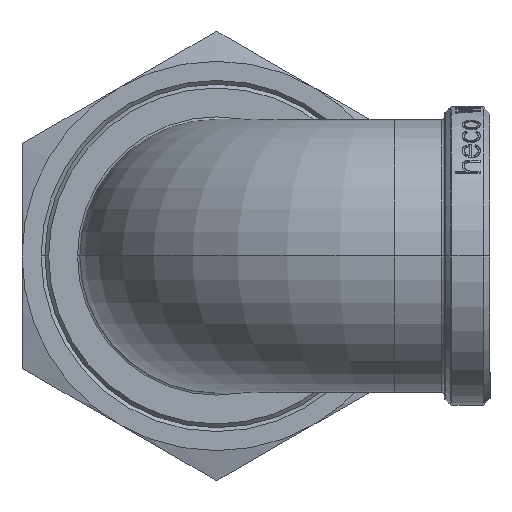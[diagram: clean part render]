
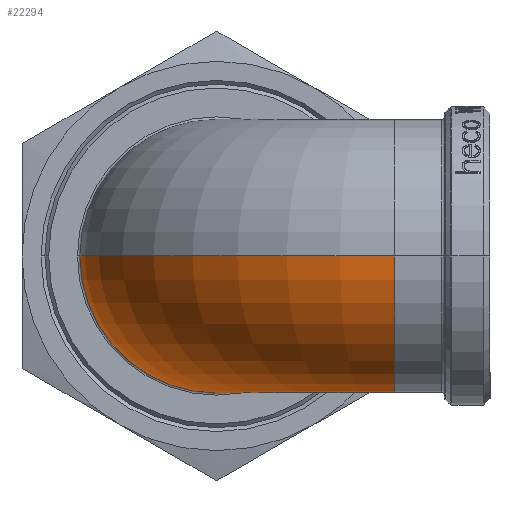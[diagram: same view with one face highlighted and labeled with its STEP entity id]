
A CAD part, left-side view. The second image highlights one B-rep face of the part: STEP entity #22294.
In plain terms, the highlighted toroidal (fillet/blend) face has major radius 21.5 mm and minor radius 16.5 mm.
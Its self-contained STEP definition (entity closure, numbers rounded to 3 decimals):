
#80 = EDGE_CURVE ( 'NONE', #16371, #10178, #14528, .T. ) ;
#397 = ORIENTED_EDGE ( 'NONE', *, *, #10075, .F. ) ;
#491 = CIRCLE ( 'NONE', #12575, 16.5 ) ;
#1086 = DIRECTION ( 'NONE',  ( 0., 1., 0. ) ) ;
#1513 = DIRECTION ( 'NONE',  ( 0., 1., 0. ) ) ;
#1548 = VERTEX_POINT ( 'NONE', #8799 ) ;
#1930 = CIRCLE ( 'NONE', #3195, 5. ) ;
#2085 = TOROIDAL_SURFACE ( 'NONE', #11023, 21.5, 16.5 ) ;
#3195 = AXIS2_PLACEMENT_3D ( 'NONE', #4271, #6273, #8054 ) ;
#3241 = VERTEX_POINT ( 'NONE', #18460 ) ;
#3610 = DIRECTION ( 'NONE',  ( 0., 1., 0. ) ) ;
#3763 = DIRECTION ( 'NONE',  ( 0., 0., -1. ) ) ;
#4271 = CARTESIAN_POINT ( 'NONE',  ( 0., 0., 0. ) ) ;
#4758 = CARTESIAN_POINT ( 'NONE',  ( 0., 21.5, 0. ) ) ;
#5603 = CARTESIAN_POINT ( 'NONE',  ( 0., 0., 0. ) ) ;
#5811 = ORIENTED_EDGE ( 'NONE', *, *, #20150, .F. ) ;
#6273 = DIRECTION ( 'NONE',  ( 0., 0., -1. ) ) ;
#6698 = DIRECTION ( 'NONE',  ( 0., -1., 0. ) ) ;
#6875 = ORIENTED_EDGE ( 'NONE', *, *, #7600, .F. ) ;
#7600 = EDGE_CURVE ( 'NONE', #13499, #1548, #1930, .T. ) ;
#8054 = DIRECTION ( 'NONE',  ( 0., 1., 0. ) ) ;
#8651 = AXIS2_PLACEMENT_3D ( 'NONE', #18241, #23486, #17930 ) ;
#8799 = CARTESIAN_POINT ( 'NONE',  ( 0., 5., 0. ) ) ;
#10075 = EDGE_CURVE ( 'NONE', #1548, #3241, #491, .T. ) ;
#10178 = VERTEX_POINT ( 'NONE', #21333 ) ;
#11023 = AXIS2_PLACEMENT_3D ( 'NONE', #12642, #14152, #1513 ) ;
#11028 = CARTESIAN_POINT ( 'NONE',  ( -5., 0., 0. ) ) ;
#12575 = AXIS2_PLACEMENT_3D ( 'NONE', #4758, #23065, #1086 ) ;
#12642 = CARTESIAN_POINT ( 'NONE',  ( 0., 0., 0. ) ) ;
#13499 = VERTEX_POINT ( 'NONE', #11028 ) ;
#13949 = DIRECTION ( 'NONE',  ( -1., 0., 0. ) ) ;
#14152 = DIRECTION ( 'NONE',  ( 0., 0., -1. ) ) ;
#14250 = CARTESIAN_POINT ( 'NONE',  ( -38., 0., 0. ) ) ;
#14353 = ORIENTED_EDGE ( 'NONE', *, *, #23178, .F. ) ;
#14515 = AXIS2_PLACEMENT_3D ( 'NONE', #19639, #6698, #13949 ) ;
#14528 = CIRCLE ( 'NONE', #15252, 38. ) ;
#14847 = EDGE_LOOP ( 'NONE', ( #14353, #18688, #5811, #397, #6875 ) ) ;
#15252 = AXIS2_PLACEMENT_3D ( 'NONE', #5603, #3763, #3610 ) ;
#16371 = VERTEX_POINT ( 'NONE', #14250 ) ;
#17930 = DIRECTION ( 'NONE',  ( 0., 1., 0. ) ) ;
#18241 = CARTESIAN_POINT ( 'NONE',  ( 0., 21.5, 0. ) ) ;
#18460 = CARTESIAN_POINT ( 'NONE',  ( 0., 21.5, -16.5 ) ) ;
#18688 = ORIENTED_EDGE ( 'NONE', *, *, #80, .T. ) ;
#19068 = CIRCLE ( 'NONE', #8651, 16.5 ) ;
#19243 = FACE_OUTER_BOUND ( 'NONE', #14847, .T. ) ;
#19639 = CARTESIAN_POINT ( 'NONE',  ( -21.5, 0., 0. ) ) ;
#20150 = EDGE_CURVE ( 'NONE', #3241, #10178, #19068, .T. ) ;
#21333 = CARTESIAN_POINT ( 'NONE',  ( 0., 38., 0. ) ) ;
#22294 = ADVANCED_FACE ( 'NONE', ( #19243 ), #2085, .T. ) ;
#23065 = DIRECTION ( 'NONE',  ( 1., 0., 0. ) ) ;
#23178 = EDGE_CURVE ( 'NONE', #16371, #13499, #23463, .T. ) ;
#23463 = CIRCLE ( 'NONE', #14515, 16.5 ) ;
#23486 = DIRECTION ( 'NONE',  ( 1., 0., 0. ) ) ;
